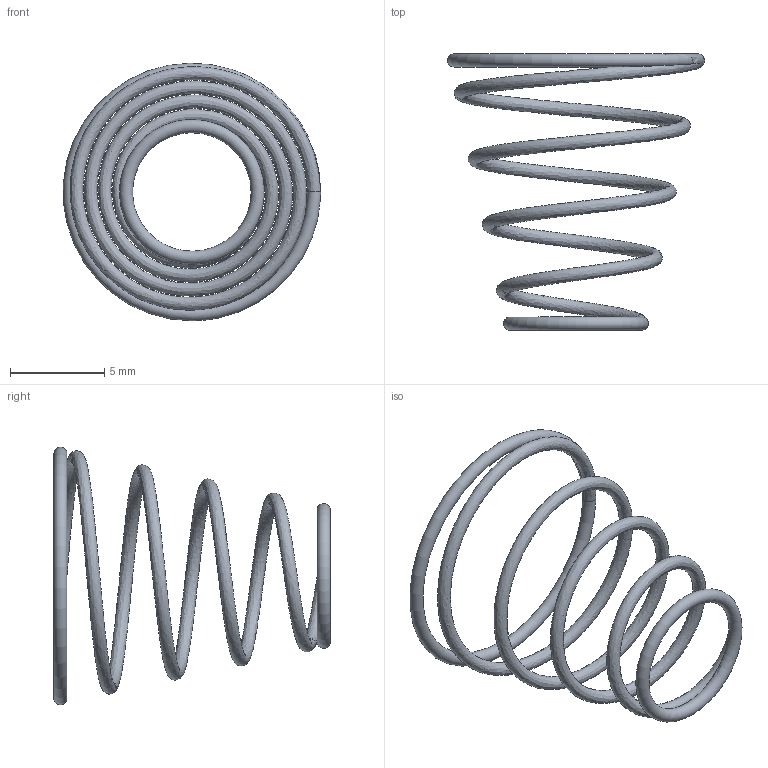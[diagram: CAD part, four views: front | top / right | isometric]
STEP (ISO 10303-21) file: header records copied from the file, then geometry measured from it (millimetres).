
FILE_DESCRIPTION(/* description */ ('STEP AP242','CAx-IF Rec.Pracs.---Representation and Presentation of Product Manufacturing Information (PMI)---4.0---2014-10-13','CAx-IF Rec.Pracs.---3D Tessellated Geometry---0.4---2014-09-14','2;1'),/* implementation_level */ '2;1');
FILE_NAME(/* name */ 'Assembly 1 - Contacto_Helice_v2.0 (1)',/* time_stamp */ '2025-01-01T15:34:11Z',/* author */ (''),/* organization */ (''),/* preprocessor_version */ 'ST-DEVELOPER v20',/* originating_system */ 'ONSHAPE BY PTC INC, 1.191',/* authorisation */ ' ');
FILE_SCHEMA (('AP242_MANAGED_MODEL_BASED_3D_ENGINEERING_MIM_LF { 1 0 10303 442 1 1 4 }'));
Length unit declared in the file: millimetre
Products named in the file (1): Contacto_Helice_v2.0
Bounding box: 13.68 x 14.7 x 13.7 mm (x, y, z)
Volume: 69.2 mm3; surface area: 398.7 mm2
Topology: 1 solids, 1 shells, 3 faces, 9 edges, 6 vertices
Faces by surface type: torus 2, bspline 1
Entity records: 1086 total; most frequent: CARTESIAN_POINT 1012, DIRECTION 10, ORIENTED_EDGE 8, AXIS2_PLACEMENT_3D 5, EDGE_CURVE 4, VERTEX_POINT 4, EDGE_LOOP 4, FACE_BOUND 4
